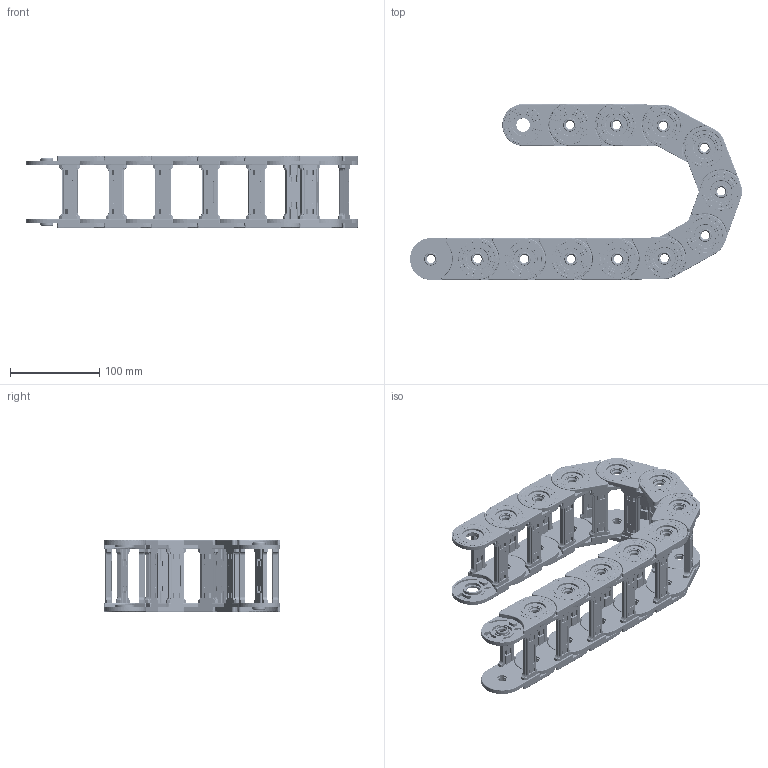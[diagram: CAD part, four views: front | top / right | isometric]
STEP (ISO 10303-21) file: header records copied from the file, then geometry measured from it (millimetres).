
FILE_DESCRIPTION (( 'STEP AP214' ), '1' );
FILE_NAME ('CK30-A060-R075.STEP', '2019-09-16T10:19:27', ( '' ), ( '' ), 'SwSTEP 2.0', 'SolidWorks 2017', '' );
FILE_SCHEMA (( 'AUTOMOTIVE_DESIGN' ));
Length unit declared in the file: millimetre
Products named in the file (2): CK30-A60_1; CK30-A060-R075
Assembly tree (12 placements, depth 2):
  CK30-A060-R075
    CK30-A60_1  x12
Bounding box: 371.7 x 196.7 x 81.25 mm (x, y, z)
Volume: 610705 mm3; surface area: 403955.3 mm2
Topology: 48 solids, 48 shells, 12456 faces, 33312 edges, 21480 vertices
Faces by surface type: plane 5208, cylinder 3768, bspline 3240, cone 240
Entity records: 54185 total; most frequent: CARTESIAN_POINT 30945, ORIENTED_EDGE 5508, DIRECTION 3681, EDGE_CURVE 2754, VERTEX_POINT 1790, LINE 1445, VECTOR 1445, EDGE_LOOP 1120
